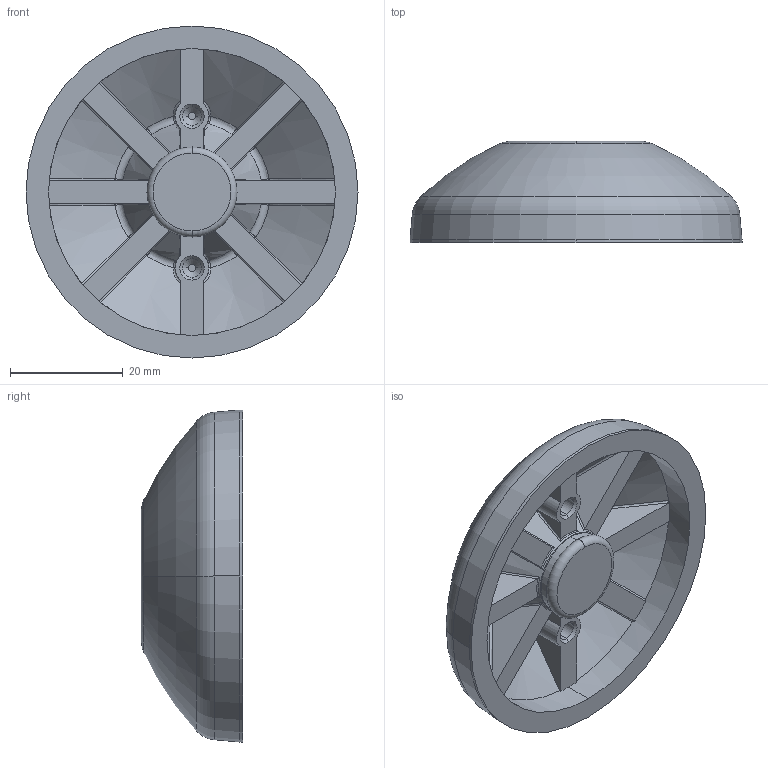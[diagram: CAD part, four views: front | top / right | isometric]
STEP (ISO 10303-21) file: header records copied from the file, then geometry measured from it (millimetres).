
FILE_DESCRIPTION (( 'STEP AP203' ), '1' );
FILE_NAME ('403538835_c_1.STEP', '2022-07-09T16:10:22', ( '' ), ( '' ), 'SwSTEP 2.0', 'SolidWorks 2014', '' );
FILE_SCHEMA (( 'CONFIG_CONTROL_DESIGN' ));
Length unit declared in the file: millimetre
Products named in the file (1): 403538835_c_1
Bounding box: 59 x 18 x 59 mm (x, y, z)
Volume: 19598.2 mm3; surface area: 10353.1 mm2
Topology: 1 solids, 1 shells, 152 faces, 399 edges, 251 vertices
Faces by surface type: bspline 52, plane 33, torus 29, cone 22, cylinder 14, sphere 2
Entity records: 6799 total; most frequent: CARTESIAN_POINT 3456, ORIENTED_EDGE 788, DIRECTION 564, EDGE_CURVE 394, AXIS2_PLACEMENT_3D 254, VERTEX_POINT 248, B_SPLINE_CURVE_WITH_KNOTS 185, EDGE_LOOP 156
